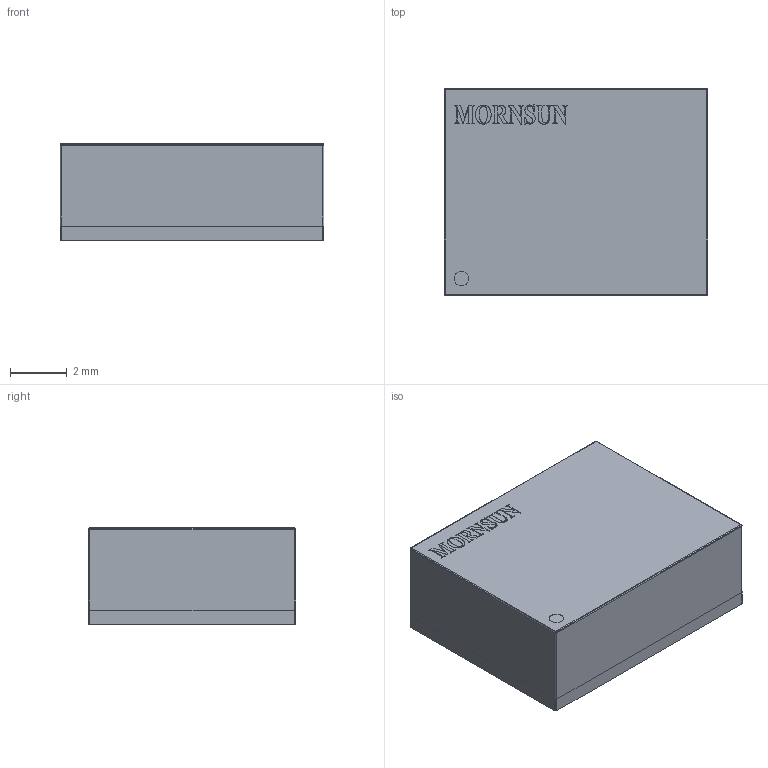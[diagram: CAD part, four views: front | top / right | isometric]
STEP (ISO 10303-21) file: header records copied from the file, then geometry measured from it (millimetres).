
FILE_DESCRIPTION (( 'STEP AP214' ), '1' );
FILE_NAME ('B0505MT-1WR4.STEP', '2023-03-28T11:11:34', ( '' ), ( '' ), 'SwSTEP 2.0', 'SolidWorks 2022', '' );
FILE_SCHEMA (( 'AUTOMOTIVE_DESIGN' ));
Length unit declared in the file: millimetre
Products named in the file (5): terminal^IC_MORNSUN_B0505MT-1WR4_eec_Designator3_Copy (3) of PCB1(2)_PCB1; B0505MT-1WR4; logo^IC_MORNSUN_B0505MT-1WR4_eec_Designator3_Copy (3) of PCB1(2)_PCB1; base^IC_MORNSUN_B0505MT-1WR4_eec_Designator3_Copy (3) of PCB1(2)_PCB1; top^IC_MORNSUN_B0505MT-1WR4_eec_Designator3_Copy (3) of PCB1(2)_PCB1
Assembly tree (4 placements, depth 2):
  B0505MT-1WR4
    base^IC_MORNSUN_B0505MT-1WR4_eec_Designator3_Copy (3) of PCB1(2)_PCB1
    top^IC_MORNSUN_B0505MT-1WR4_eec_Designator3_Copy (3) of PCB1(2)_PCB1
    terminal^IC_MORNSUN_B0505MT-1WR4_eec_Designator3_Copy (3) of PCB1(2)_PCB1
    logo^IC_MORNSUN_B0505MT-1WR4_eec_Designator3_Copy (3) of PCB1(2)_PCB1
Bounding box: 9.3 x 7.3 x 3.4 mm (x, y, z)
Volume: 230.8 mm3; surface area: 411.8 mm2
Topology: 17 solids, 17 shells, 296 faces, 768 edges, 506 vertices
Faces by surface type: plane 189, bspline 77, cylinder 22, sphere 8
Entity records: 9623 total; most frequent: CARTESIAN_POINT 2510, ORIENTED_EDGE 1536, DIRECTION 1116, EDGE_CURVE 768, VECTOR 564, LINE 564, VERTEX_POINT 506, EDGE_LOOP 314
